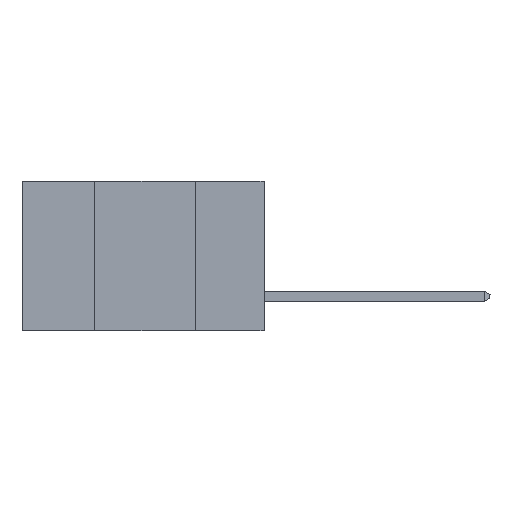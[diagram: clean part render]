
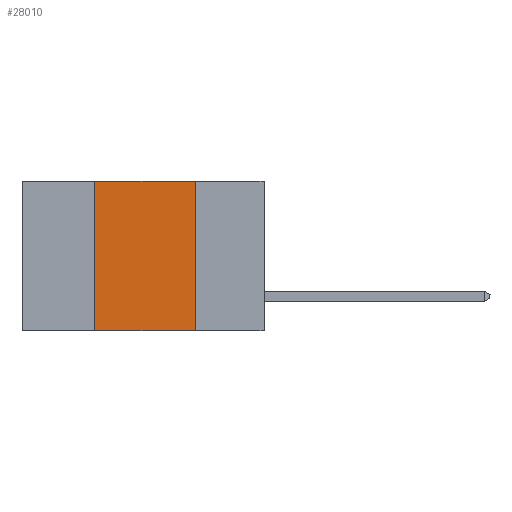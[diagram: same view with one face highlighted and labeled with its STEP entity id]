
A CAD part, left-side view. The second image highlights one B-rep face of the part: STEP entity #28010.
In plain terms, the highlighted planar face has unit normal (-1, 0, 0).
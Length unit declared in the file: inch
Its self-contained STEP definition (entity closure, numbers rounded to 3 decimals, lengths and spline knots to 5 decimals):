
#554 = EDGE_LOOP ( 'NONE', ( #14571, #13563, #24457, #24998 ) ) ;
#1629 = EDGE_CURVE ( 'NONE', #11268, #21564, #10549, .T. ) ;
#1952 = LINE ( 'NONE', #10728, #22423 ) ;
#2503 = CARTESIAN_POINT ( 'NONE',  ( 0., 0.17, 0. ) ) ;
#3694 = DIRECTION ( 'NONE',  ( 0., -1., 0. ) ) ;
#3739 = DIRECTION ( 'NONE',  ( 1., 0., 0. ) ) ;
#4537 = EDGE_CURVE ( 'NONE', #6133, #21564, #18318, .T. ) ;
#5418 = CARTESIAN_POINT ( 'NONE',  ( 0., 0.17, 0. ) ) ;
#6133 = VERTEX_POINT ( 'NONE', #9587 ) ;
#6582 = DIRECTION ( 'NONE',  ( 0., 0., 1. ) ) ;
#7755 = DIRECTION ( 'NONE',  ( 0., 0., -1. ) ) ;
#7940 = EDGE_CURVE ( 'NONE', #17358, #11268, #1952, .T. ) ;
#8687 = CARTESIAN_POINT ( 'NONE',  ( 0., 0.17, -0.37 ) ) ;
#9534 = CARTESIAN_POINT ( 'NONE',  ( 0., 0.6, -0.37 ) ) ;
#9587 = CARTESIAN_POINT ( 'NONE',  ( 0., 0.42, -0.37 ) ) ;
#9792 = VECTOR ( 'NONE', #6582, 39.37008 ) ;
#10549 = LINE ( 'NONE', #5418, #15459 ) ;
#10728 = CARTESIAN_POINT ( 'NONE',  ( 0., 0.6, 0. ) ) ;
#11268 = VERTEX_POINT ( 'NONE', #2503 ) ;
#11365 = CARTESIAN_POINT ( 'NONE',  ( 0., 0.42, 0. ) ) ;
#13563 = ORIENTED_EDGE ( 'NONE', *, *, #7940, .F. ) ;
#14571 = ORIENTED_EDGE ( 'NONE', *, *, #1629, .F. ) ;
#15297 = DIRECTION ( 'NONE',  ( 0., 0., -1. ) ) ;
#15459 = VECTOR ( 'NONE', #7755, 39.37008 ) ;
#17358 = VERTEX_POINT ( 'NONE', #11365 ) ;
#18318 = LINE ( 'NONE', #9534, #23245 ) ;
#19411 = CARTESIAN_POINT ( 'NONE',  ( 0., 0.6, 0. ) ) ;
#19571 = EDGE_CURVE ( 'NONE', #6133, #17358, #27941, .T. ) ;
#21515 = CARTESIAN_POINT ( 'NONE',  ( 0., 0.42, 0. ) ) ;
#21564 = VERTEX_POINT ( 'NONE', #8687 ) ;
#22423 = VECTOR ( 'NONE', #3694, 39.37008 ) ;
#22582 = DIRECTION ( 'NONE',  ( 0., -1., 0. ) ) ;
#23245 = VECTOR ( 'NONE', #22582, 39.37008 ) ;
#24457 = ORIENTED_EDGE ( 'NONE', *, *, #19571, .F. ) ;
#24998 = ORIENTED_EDGE ( 'NONE', *, *, #4537, .T. ) ;
#25357 = AXIS2_PLACEMENT_3D ( 'NONE', #19411, #3739, #15297 ) ;
#25999 = FACE_OUTER_BOUND ( 'NONE', #554, .T. ) ;
#27941 = LINE ( 'NONE', #21515, #9792 ) ;
#28010 = ADVANCED_FACE ( 'NONE', ( #25999 ), #28764, .F. ) ;
#28764 = PLANE ( 'NONE',  #25357 ) ;
